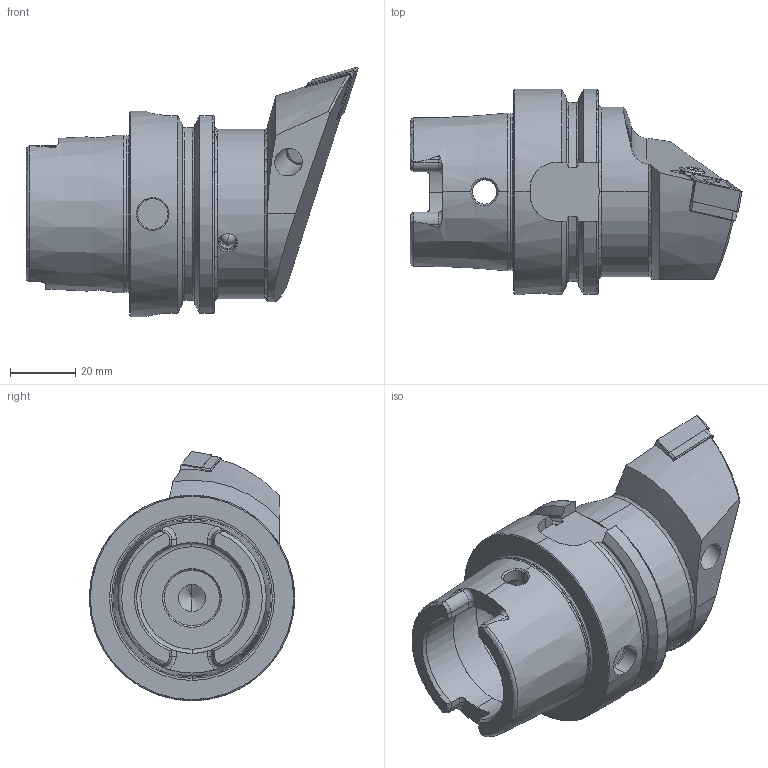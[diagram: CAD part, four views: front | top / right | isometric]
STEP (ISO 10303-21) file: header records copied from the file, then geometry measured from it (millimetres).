
FILE_DESCRIPTION (( 'STEP AP203' ), '1' );
FILE_NAME ('HA6-PDF.LHA.070.STEP', '2012-04-13T12:20:58', ( 'SwiAdmin' ), ( '' ), 'SwSTEP 2.0', 'SolidWorks 2012', '' );
FILE_SCHEMA (( 'CONFIG_CONTROL_DESIGN' ));
Length unit declared in the file: millimetre
Products named in the file (7): DNMG150604; WDF-ER2.101.003_A; HA6-PDF.LHA.070_A; HA6-PDF.LHA.070; KVT_MB_600_060; WCD-ER4.101.017_A; WDF-ER3.101.000_A
Assembly tree (6 placements, depth 2):
  HA6-PDF.LHA.070
    HA6-PDF.LHA.070_A
    WDF-ER2.101.003_A
    DNMG150604
    WDF-ER3.101.000_A
    WCD-ER4.101.017_A
    KVT_MB_600_060
Bounding box: 101.9 x 63 x 76.5 mm (x, y, z)
Volume: 137338 mm3; surface area: 32927.1 mm2
Topology: 7 solids, 7 shells, 356 faces, 903 edges, 550 vertices
Faces by surface type: plane 109, cylinder 100, cone 89, torus 39, bspline 17, sphere 2
Entity records: 13001 total; most frequent: CARTESIAN_POINT 4060, ORIENTED_EDGE 1772, DIRECTION 1670, EDGE_CURVE 886, AXIS2_PLACEMENT_3D 652, VERTEX_POINT 547, EDGE_LOOP 375, LINE 366
